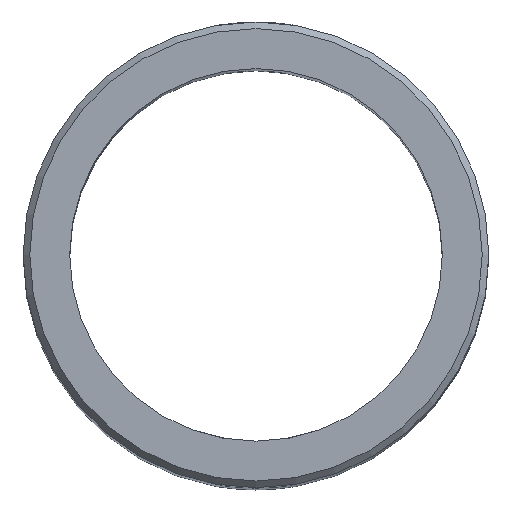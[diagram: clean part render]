
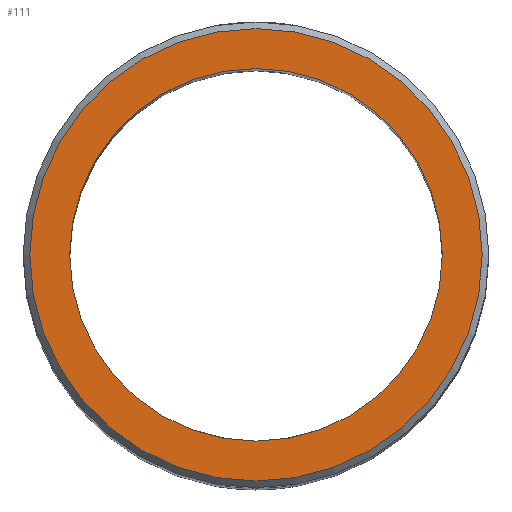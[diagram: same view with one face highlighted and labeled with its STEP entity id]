
A CAD part, top view. The second image highlights one B-rep face of the part: STEP entity #111.
In plain terms, the highlighted planar face has unit normal (0, 0, 1).
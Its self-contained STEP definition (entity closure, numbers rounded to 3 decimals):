
#111=ADVANCED_FACE('',(#253,#255),#257,.T.);
#253=FACE_BOUND('',#254,.T.);
#254=EDGE_LOOP('',(#1082));
#255=FACE_BOUND('',#256,.T.);
#256=EDGE_LOOP('',(#1083));
#257=PLANE('',#258);
#258=AXIS2_PLACEMENT_3D('',#259,#260,#261);
#259=CARTESIAN_POINT('',(0.,0.,100.));
#260=DIRECTION('',(0.,0.,1.));
#261=DIRECTION('',(-1.,0.,0.));
#1082=ORIENTED_EDGE('',*,*,#1113,.T.);
#1083=ORIENTED_EDGE('',*,*,#1102,.T.);
#1102=EDGE_CURVE('',#1126,#1126,#1127,.F.);
#1113=EDGE_CURVE('',#1148,#1148,#1149,.T.);
#1126=VERTEX_POINT('',#1548);
#1127=CIRCLE('',#1549,14.);
#1148=VERTEX_POINT('',#2045);
#1149=CIRCLE('',#2046,17.);
#1548=CARTESIAN_POINT('',(-14.,0.,100.));
#1549=AXIS2_PLACEMENT_3D('',#1550,#1551,#1552);
#1550=CARTESIAN_POINT('',(0.,0.,100.));
#1551=DIRECTION('',(0.,0.,1.));
#1552=DIRECTION('',(-1.,0.,0.));
#2045=CARTESIAN_POINT('',(-17.,0.,100.));
#2046=AXIS2_PLACEMENT_3D('',#2047,#2048,#2049);
#2047=CARTESIAN_POINT('',(0.,0.,100.));
#2048=DIRECTION('',(0.,0.,1.));
#2049=DIRECTION('',(-1.,0.,0.));
